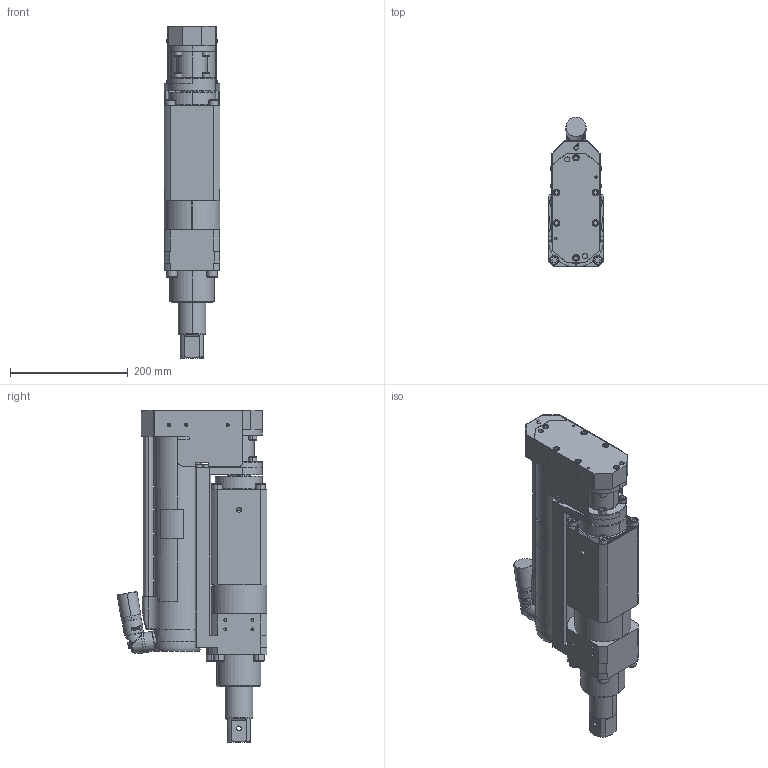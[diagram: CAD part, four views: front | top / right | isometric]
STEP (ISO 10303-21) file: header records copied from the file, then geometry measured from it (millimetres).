
FILE_DESCRIPTION((''),'2;1');
FILE_NAME('9831408290_SW0001','2024-10-14T08:58:31',('INEdipo'),(''),'CREO PARAMETRIC BY PTC INC, 2022414','CREO PARAMETRIC BY PTC INC, 2022414','');
FILE_SCHEMA(('CONFIG_CONTROL_DESIGN'));
Products named in the file (1): 9831408290_SW0001
Bounding box: 95 x 254.06 x 563.23 mm (x, y, z)
Volume: 6204639.7 mm3; surface area: 555500 mm2
Topology: 12 solids, 16 shells, 2642 faces, 6904 edges, 4418 vertices
Faces by surface type: plane 1471, cylinder 610, bspline 202, torus 192, cone 140, sphere 16, extrusion 7, revolution 4
Entity records: 91882 total; most frequent: CARTESIAN_POINT 27888, ORIENTED_EDGE 13728, DIRECTION 12743, EDGE_CURVE 6864, VERTEX_POINT 4414, AXIS2_PLACEMENT_3D 4404, VECTOR 3931, LINE 3924
